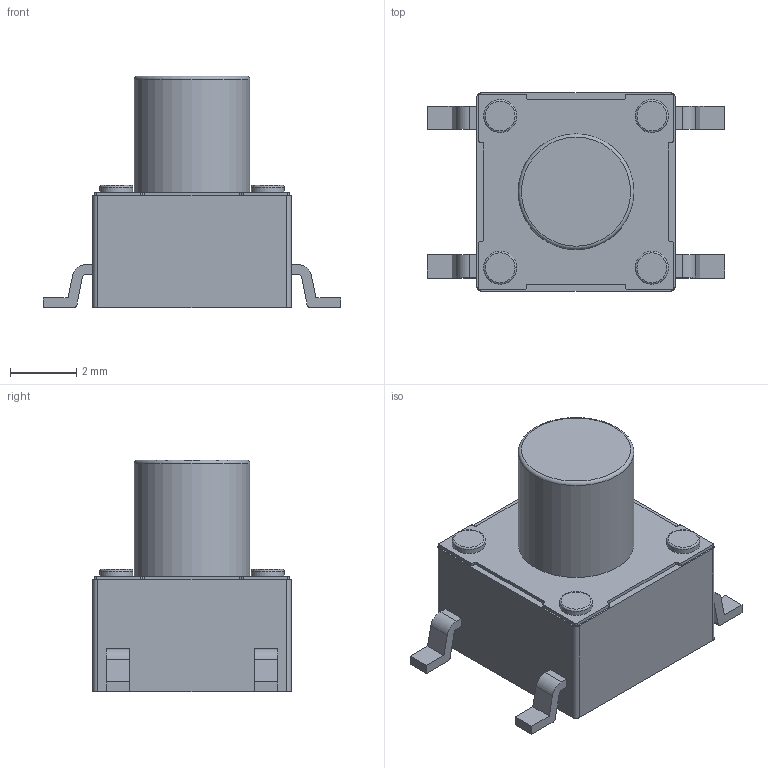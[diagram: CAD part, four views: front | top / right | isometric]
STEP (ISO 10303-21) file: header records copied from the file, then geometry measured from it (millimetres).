
FILE_DESCRIPTION((' '),'2;1');
FILE_NAME( 'SW-DTSM-63N-V.stp', '2022-09-02T16:20:52', (' '), ('--- Datakit www.datakit.com---'), ' Datakit CrossCadWare V2022.3 Jun 15 2022', 'DATAKIT 2022 (c)', ' ');
FILE_SCHEMA(('AP242_MANAGED_MODEL_BASED_3D_ENGINEERING_MIM_LF { 1 0 10303 442 1 1 4 }'));
Length unit declared in the file: millimetre
Products named in the file (1): SW-DTSM-63N-V
Bounding box: 9 x 6 x 7 mm (x, y, z)
Volume: 161.8 mm3; surface area: 213.3 mm2
Topology: 1 solids, 1 shells, 114 faces, 301 edges, 199 vertices
Faces by surface type: plane 68, cylinder 41, torus 5
Full cylindrical faces by diameter (mm): 1 x4, 3.5 x1
Entity records: 3638 total; most frequent: DIRECTION 608, CARTESIAN_POINT 605, ORIENTED_EDGE 582, EDGE_CURVE 291, VECTOR 204, LINE 204, AXIS2_PLACEMENT_3D 202, VERTEX_POINT 199
